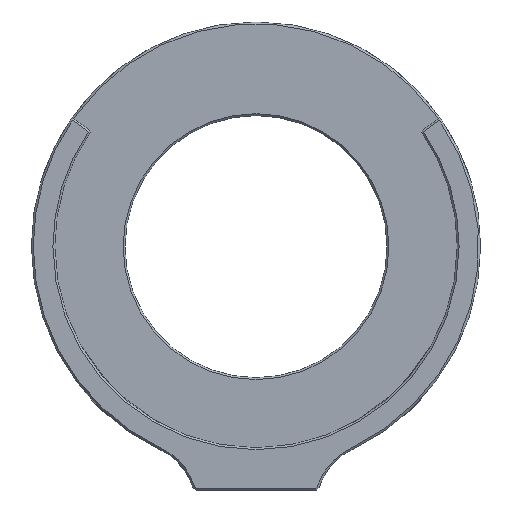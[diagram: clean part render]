
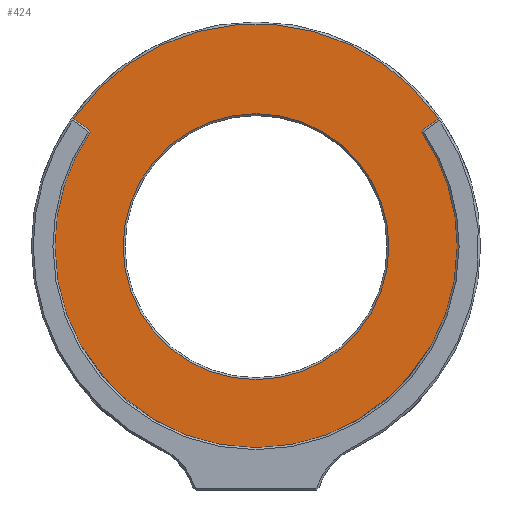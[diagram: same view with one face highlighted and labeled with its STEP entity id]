
A CAD part, top view. The second image highlights one B-rep face of the part: STEP entity #424.
In plain terms, the highlighted planar face has unit normal (0, 0, 1).
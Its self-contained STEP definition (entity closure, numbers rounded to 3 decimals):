
#8 = DIRECTION ( 'NONE',  ( 1., 0., 0. ) ) ;
#26 = FACE_OUTER_BOUND ( 'NONE', #4181, .T. ) ;
#54 = AXIS2_PLACEMENT_3D ( 'NONE', #4813, #2170, #8 ) ;
#119 = CARTESIAN_POINT ( 'NONE',  ( 8.389, 13.969, 73. ) ) ;
#167 = DIRECTION ( 'NONE',  ( 1., 0., 0. ) ) ;
#187 = VECTOR ( 'NONE', #2750, 1000. ) ;
#194 = ORIENTED_EDGE ( 'NONE', *, *, #4022, .T. ) ;
#210 = PLANE ( 'NONE',  #3068 ) ;
#211 = VERTEX_POINT ( 'NONE', #5366 ) ;
#253 = VECTOR ( 'NONE', #2494, 1000. ) ;
#293 = DIRECTION ( 'NONE',  ( 0., 0., 1. ) ) ;
#294 = ORIENTED_EDGE ( 'NONE', *, *, #4605, .T. ) ;
#340 = EDGE_CURVE ( 'NONE', #1883, #3939, #5516, .T. ) ;
#392 = ORIENTED_EDGE ( 'NONE', *, *, #1390, .T. ) ;
#424 = ADVANCED_FACE ( 'NONE', ( #4217, #26 ), #210, .T. ) ;
#428 = CARTESIAN_POINT ( 'NONE',  ( 11.463, 1.207, 73. ) ) ;
#512 = CIRCLE ( 'NONE', #2842, 35.7 ) ;
#548 = CARTESIAN_POINT ( 'NONE',  ( -9.837, 1.207, 73. ) ) ;
#569 = VECTOR ( 'NONE', #1871, 1000. ) ;
#573 = VERTEX_POINT ( 'NONE', #5515 ) ;
#637 = DIRECTION ( 'NONE',  ( 0., 0., -1. ) ) ;
#735 = CARTESIAN_POINT ( 'NONE',  ( -42.087, 1.207, 73. ) ) ;
#759 = CARTESIAN_POINT ( 'NONE',  ( -36.426, 19.457, 73. ) ) ;
#764 = DIRECTION ( 'NONE',  ( 0.174, -0.985, 0. ) ) ;
#922 = CARTESIAN_POINT ( 'NONE',  ( -9.837, 1.207, 73. ) ) ;
#992 = DIRECTION ( 'NONE',  ( 1., 0., 0. ) ) ;
#1004 = DIRECTION ( 'NONE',  ( 1., 0., 0. ) ) ;
#1176 = AXIS2_PLACEMENT_3D ( 'NONE', #548, #4425, #992 ) ;
#1262 = VERTEX_POINT ( 'NONE', #759 ) ;
#1311 = AXIS2_PLACEMENT_3D ( 'NONE', #4883, #4075, #1004 ) ;
#1323 = LINE ( 'NONE', #1627, #253 ) ;
#1390 = EDGE_CURVE ( 'NONE', #3489, #2976, #3077, .T. ) ;
#1424 = CARTESIAN_POINT ( 'NONE',  ( -31.137, 1.207, 73. ) ) ;
#1488 = CARTESIAN_POINT ( 'NONE',  ( 16.825, 19.876, 73. ) ) ;
#1627 = CARTESIAN_POINT ( 'NONE',  ( -28.063, 13.969, 73. ) ) ;
#1690 = CIRCLE ( 'NONE', #54, 32.25 ) ;
#1845 = DIRECTION ( 'NONE',  ( 0., 0., -1. ) ) ;
#1855 = CIRCLE ( 'NONE', #4684, 21.3 ) ;
#1871 = DIRECTION ( 'NONE',  ( 0.178, 0.984, 0. ) ) ;
#1883 = VERTEX_POINT ( 'NONE', #735 ) ;
#1921 = DIRECTION ( 'NONE',  ( 1., 0., 0. ) ) ;
#1991 = DIRECTION ( 'NONE',  ( 1., 0., 0. ) ) ;
#2011 = VERTEX_POINT ( 'NONE', #2979 ) ;
#2097 = EDGE_CURVE ( 'NONE', #3939, #2011, #1690, .T. ) ;
#2170 = DIRECTION ( 'NONE',  ( 0., 0., 1. ) ) ;
#2257 = CARTESIAN_POINT ( 'NONE',  ( -9.837, 1.207, 73. ) ) ;
#2400 = EDGE_CURVE ( 'NONE', #573, #3552, #3056, .T. ) ;
#2473 = EDGE_CURVE ( 'NONE', #211, #3552, #3253, .T. ) ;
#2494 = DIRECTION ( 'NONE',  ( -0.819, 0.574, 0. ) ) ;
#2616 = ORIENTED_EDGE ( 'NONE', *, *, #3513, .T. ) ;
#2684 = EDGE_CURVE ( 'NONE', #5248, #2707, #1323, .T. ) ;
#2707 = VERTEX_POINT ( 'NONE', #3422 ) ;
#2750 = DIRECTION ( 'NONE',  ( -0.819, -0.574, 0. ) ) ;
#2784 = DIRECTION ( 'NONE',  ( 0., 0., 1. ) ) ;
#2842 = AXIS2_PLACEMENT_3D ( 'NONE', #2257, #3996, #3530 ) ;
#2886 = AXIS2_PLACEMENT_3D ( 'NONE', #922, #1845, #4429 ) ;
#2889 = CARTESIAN_POINT ( 'NONE',  ( -9.837, 1.207, 73. ) ) ;
#2976 = VERTEX_POINT ( 'NONE', #1424 ) ;
#2979 = CARTESIAN_POINT ( 'NONE',  ( -8.337, -31.008, 73. ) ) ;
#3017 = EDGE_CURVE ( 'NONE', #2976, #3489, #1855, .T. ) ;
#3056 = LINE ( 'NONE', #4851, #569 ) ;
#3068 = AXIS2_PLACEMENT_3D ( 'NONE', #4540, #2784, #167 ) ;
#3077 = CIRCLE ( 'NONE', #2886, 21.3 ) ;
#3079 = ORIENTED_EDGE ( 'NONE', *, *, #2097, .T. ) ;
#3093 = ORIENTED_EDGE ( 'NONE', *, *, #340, .T. ) ;
#3208 = ORIENTED_EDGE ( 'NONE', *, *, #5397, .T. ) ;
#3237 = CARTESIAN_POINT ( 'NONE',  ( -9.837, 1.207, 73. ) ) ;
#3253 = LINE ( 'NONE', #119, #187 ) ;
#3409 = AXIS2_PLACEMENT_3D ( 'NONE', #3237, #3683, #1921 ) ;
#3416 = CARTESIAN_POINT ( 'NONE',  ( -36.426, 19.457, 73. ) ) ;
#3422 = CARTESIAN_POINT ( 'NONE',  ( -39.081, 21.684, 73. ) ) ;
#3489 = VERTEX_POINT ( 'NONE', #428 ) ;
#3504 = VECTOR ( 'NONE', #764, 1000. ) ;
#3513 = EDGE_CURVE ( 'NONE', #2011, #4311, #3628, .T. ) ;
#3530 = DIRECTION ( 'NONE',  ( 1., 0., 0. ) ) ;
#3552 = VERTEX_POINT ( 'NONE', #1488 ) ;
#3628 = CIRCLE ( 'NONE', #1176, 32.25 ) ;
#3683 = DIRECTION ( 'NONE',  ( 0., 0., 1. ) ) ;
#3704 = CARTESIAN_POINT ( 'NONE',  ( 22.413, 1.207, 73. ) ) ;
#3939 = VERTEX_POINT ( 'NONE', #5649 ) ;
#3996 = DIRECTION ( 'NONE',  ( 0., 0., 1. ) ) ;
#4022 = EDGE_CURVE ( 'NONE', #211, #2707, #512, .T. ) ;
#4053 = LINE ( 'NONE', #3416, #3504 ) ;
#4075 = DIRECTION ( 'NONE',  ( 0., 0., 1. ) ) ;
#4134 = CARTESIAN_POINT ( 'NONE',  ( -9.837, 1.207, 73. ) ) ;
#4181 = EDGE_LOOP ( 'NONE', ( #4293, #194, #4804, #3208, #5315, #3093, #3079, #2616, #294, #5083 ) ) ;
#4217 = FACE_BOUND ( 'NONE', #5623, .T. ) ;
#4265 = CIRCLE ( 'NONE', #5379, 32.25 ) ;
#4293 = ORIENTED_EDGE ( 'NONE', *, *, #2473, .F. ) ;
#4311 = VERTEX_POINT ( 'NONE', #3704 ) ;
#4425 = DIRECTION ( 'NONE',  ( 0., 0., 1. ) ) ;
#4429 = DIRECTION ( 'NONE',  ( 1., 0., 0. ) ) ;
#4540 = CARTESIAN_POINT ( 'NONE',  ( -9.837, 1.207, 73. ) ) ;
#4590 = DIRECTION ( 'NONE',  ( 1., 0., 0. ) ) ;
#4605 = EDGE_CURVE ( 'NONE', #4311, #573, #5391, .T. ) ;
#4684 = AXIS2_PLACEMENT_3D ( 'NONE', #4134, #637, #4590 ) ;
#4804 = ORIENTED_EDGE ( 'NONE', *, *, #2684, .F. ) ;
#4813 = CARTESIAN_POINT ( 'NONE',  ( -9.837, 1.207, 73. ) ) ;
#4851 = CARTESIAN_POINT ( 'NONE',  ( 16.75, 19.461, 73. ) ) ;
#4883 = CARTESIAN_POINT ( 'NONE',  ( -9.837, 1.207, 73. ) ) ;
#5025 = CARTESIAN_POINT ( 'NONE',  ( -36.5, 19.877, 73. ) ) ;
#5083 = ORIENTED_EDGE ( 'NONE', *, *, #2400, .T. ) ;
#5248 = VERTEX_POINT ( 'NONE', #5025 ) ;
#5315 = ORIENTED_EDGE ( 'NONE', *, *, #5341, .T. ) ;
#5341 = EDGE_CURVE ( 'NONE', #1262, #1883, #4265, .T. ) ;
#5366 = CARTESIAN_POINT ( 'NONE',  ( 19.407, 21.684, 73. ) ) ;
#5379 = AXIS2_PLACEMENT_3D ( 'NONE', #2889, #293, #1991 ) ;
#5391 = CIRCLE ( 'NONE', #3409, 32.25 ) ;
#5397 = EDGE_CURVE ( 'NONE', #5248, #1262, #4053, .T. ) ;
#5515 = CARTESIAN_POINT ( 'NONE',  ( 16.75, 19.461, 73. ) ) ;
#5516 = CIRCLE ( 'NONE', #1311, 32.25 ) ;
#5570 = ORIENTED_EDGE ( 'NONE', *, *, #3017, .T. ) ;
#5623 = EDGE_LOOP ( 'NONE', ( #392, #5570 ) ) ;
#5649 = CARTESIAN_POINT ( 'NONE',  ( -11.337, -31.008, 73. ) ) ;
